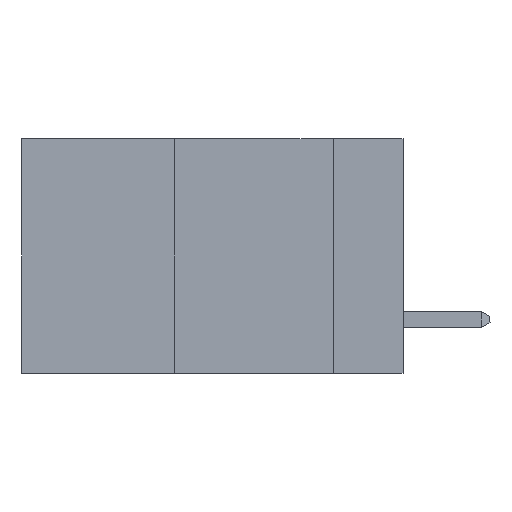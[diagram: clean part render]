
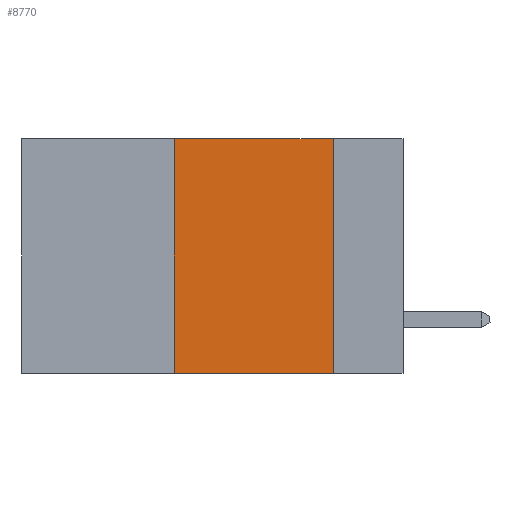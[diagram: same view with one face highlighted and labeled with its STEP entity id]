
A CAD part, left-side view. The second image highlights one B-rep face of the part: STEP entity #8770.
In plain terms, the highlighted planar face has unit normal (-1, 0, 0).
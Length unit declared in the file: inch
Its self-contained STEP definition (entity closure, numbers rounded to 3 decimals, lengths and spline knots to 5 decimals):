
#412 = CARTESIAN_POINT ( 'NONE',  ( 0., 0.6, -0.37 ) ) ;
#495 = PLANE ( 'NONE',  #4090 ) ;
#1387 = LINE ( 'NONE', #412, #9854 ) ;
#1676 = EDGE_CURVE ( 'NONE', #5052, #5718, #5636, .T. ) ;
#2330 = DIRECTION ( 'NONE',  ( 0., 0., -1. ) ) ;
#2786 = EDGE_CURVE ( 'NONE', #5718, #9989, #7007, .T. ) ;
#3375 = VECTOR ( 'NONE', #5663, 39.37008 ) ;
#4090 = AXIS2_PLACEMENT_3D ( 'NONE', #6579, #7346, #2330 ) ;
#4320 = VECTOR ( 'NONE', #7767, 39.37008 ) ;
#4423 = FACE_OUTER_BOUND ( 'NONE', #8209, .T. ) ;
#4671 = CARTESIAN_POINT ( 'NONE',  ( 0., 0.11, 0. ) ) ;
#4886 = CARTESIAN_POINT ( 'NONE',  ( 0., 0.36, 0. ) ) ;
#5052 = VERTEX_POINT ( 'NONE', #4886 ) ;
#5150 = VECTOR ( 'NONE', #8736, 39.37008 ) ;
#5636 = LINE ( 'NONE', #6115, #3375 ) ;
#5663 = DIRECTION ( 'NONE',  ( 0., -1., 0. ) ) ;
#5718 = VERTEX_POINT ( 'NONE', #7481 ) ;
#5837 = ORIENTED_EDGE ( 'NONE', *, *, #1676, .F. ) ;
#6115 = CARTESIAN_POINT ( 'NONE',  ( 0., 0.6, 0. ) ) ;
#6579 = CARTESIAN_POINT ( 'NONE',  ( 0., 0.6, 0. ) ) ;
#7007 = LINE ( 'NONE', #4671, #4320 ) ;
#7281 = DIRECTION ( 'NONE',  ( 0., -1., 0. ) ) ;
#7346 = DIRECTION ( 'NONE',  ( 1., 0., 0. ) ) ;
#7481 = CARTESIAN_POINT ( 'NONE',  ( 0., 0.11, 0. ) ) ;
#7767 = DIRECTION ( 'NONE',  ( 0., 0., -1. ) ) ;
#7963 = ORIENTED_EDGE ( 'NONE', *, *, #8164, .F. ) ;
#7975 = ORIENTED_EDGE ( 'NONE', *, *, #2786, .F. ) ;
#8164 = EDGE_CURVE ( 'NONE', #8434, #5052, #9601, .T. ) ;
#8209 = EDGE_LOOP ( 'NONE', ( #7975, #5837, #7963, #9737 ) ) ;
#8434 = VERTEX_POINT ( 'NONE', #8765 ) ;
#8736 = DIRECTION ( 'NONE',  ( 0., 0., 1. ) ) ;
#8765 = CARTESIAN_POINT ( 'NONE',  ( 0., 0.36, -0.37 ) ) ;
#8770 = ADVANCED_FACE ( 'NONE', ( #4423 ), #495, .F. ) ;
#9505 = CARTESIAN_POINT ( 'NONE',  ( 0., 0.36, 0. ) ) ;
#9601 = LINE ( 'NONE', #9505, #5150 ) ;
#9608 = CARTESIAN_POINT ( 'NONE',  ( 0., 0.11, -0.37 ) ) ;
#9737 = ORIENTED_EDGE ( 'NONE', *, *, #10538, .T. ) ;
#9854 = VECTOR ( 'NONE', #7281, 39.37008 ) ;
#9989 = VERTEX_POINT ( 'NONE', #9608 ) ;
#10538 = EDGE_CURVE ( 'NONE', #8434, #9989, #1387, .T. ) ;
